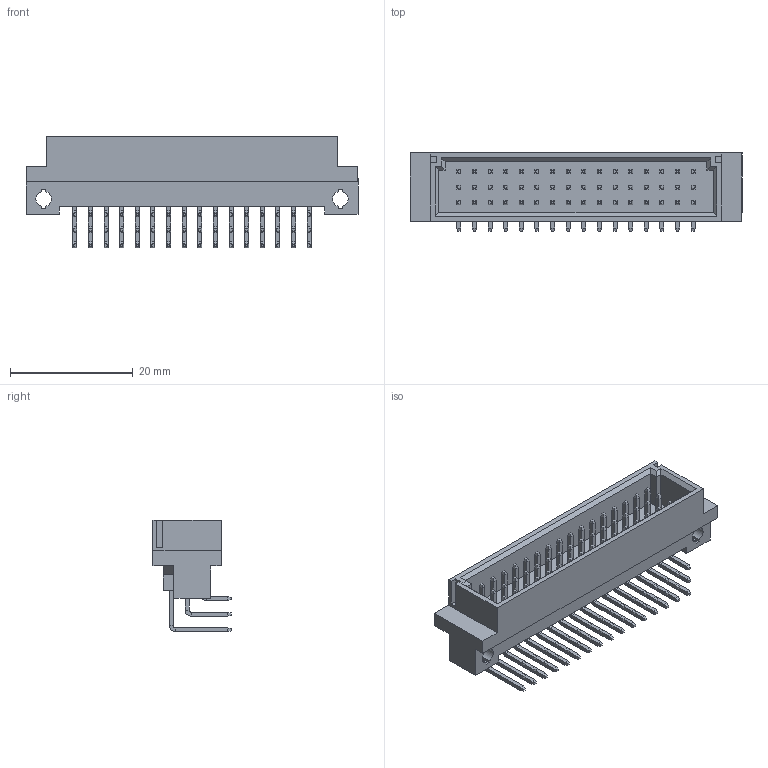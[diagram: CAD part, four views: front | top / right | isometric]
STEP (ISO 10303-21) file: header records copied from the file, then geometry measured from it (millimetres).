
FILE_DESCRIPTION (( 'STEP AP214' ), '1' );
FILE_NAME ('86093487313745ELF.STEP', '2022-08-12T20:43:52', ( '' ), ( '' ), 'SwSTEP 2.0', 'SolidWorks 2017', '' );
FILE_SCHEMA (( 'AUTOMOTIVE_DESIGN' ));
Length unit declared in the file: millimetre
Products named in the file (2): 8609xxx73xxxx5ELF_86093487313745ELF; 86093487313745ELF
Assembly tree (1 placements, depth 2):
  86093487313745ELF
    8609xxx73xxxx5ELF_86093487313745ELF
Bounding box: 54 x 12.7 x 18.14 mm (x, y, z)
Volume: 3606.7 mm3; surface area: 5373.1 mm2
Topology: 97 solids, 97 shells, 1409 faces, 2864 edges, 1650 vertices
Faces by surface type: plane 1309, cylinder 100
Entity records: 36152 total; most frequent: CARTESIAN_POINT 5927, DIRECTION 5890, ORIENTED_EDGE 5728, EDGE_CURVE 2864, VECTOR 2664, LINE 2664, VERTEX_POINT 1650, AXIS2_PLACEMENT_3D 1613
